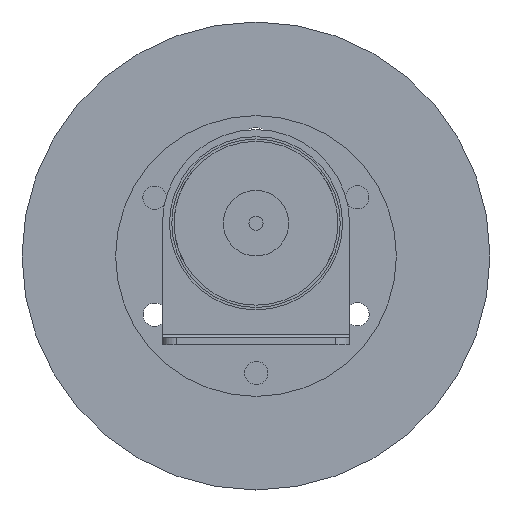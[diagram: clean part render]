
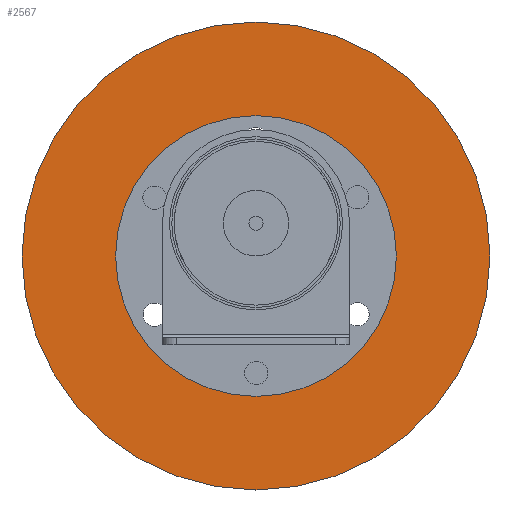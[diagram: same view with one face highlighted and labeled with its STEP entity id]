
A CAD part, front view. The second image highlights one B-rep face of the part: STEP entity #2567.
In plain terms, the highlighted face is planar.
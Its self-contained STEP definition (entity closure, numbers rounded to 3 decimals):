
#138=FACE_BOUND('',#584,.T.);
#139=FACE_BOUND('',#585,.T.);
#140=FACE_BOUND('',#586,.T.);
#141=FACE_BOUND('',#587,.T.);
#142=FACE_BOUND('',#588,.T.);
#143=FACE_BOUND('',#589,.T.);
#144=FACE_BOUND('',#590,.T.);
#229=PLANE('',#2959);
#368=FACE_OUTER_BOUND('',#583,.T.);
#583=EDGE_LOOP('',(#2136));
#584=EDGE_LOOP('',(#2137));
#585=EDGE_LOOP('',(#2138));
#586=EDGE_LOOP('',(#2139));
#587=EDGE_LOOP('',(#2140));
#588=EDGE_LOOP('',(#2141));
#589=EDGE_LOOP('',(#2142));
#590=EDGE_LOOP('',(#2143));
#1075=CIRCLE('',#2937,11.);
#1077=CIRCLE('',#2940,2.5);
#1079=CIRCLE('',#2943,2.5);
#1081=CIRCLE('',#2946,2.5);
#1083=CIRCLE('',#2949,2.5);
#1085=CIRCLE('',#2952,2.5);
#1087=CIRCLE('',#2955,2.5);
#1088=CIRCLE('',#2957,50.);
#1275=VERTEX_POINT('',#4443);
#1277=VERTEX_POINT('',#4449);
#1279=VERTEX_POINT('',#4455);
#1281=VERTEX_POINT('',#4461);
#1283=VERTEX_POINT('',#4467);
#1285=VERTEX_POINT('',#4473);
#1287=VERTEX_POINT('',#4479);
#1288=VERTEX_POINT('',#4483);
#1563=EDGE_CURVE('',#1275,#1275,#1075,.T.);
#1566=EDGE_CURVE('',#1277,#1277,#1077,.T.);
#1569=EDGE_CURVE('',#1279,#1279,#1079,.T.);
#1572=EDGE_CURVE('',#1281,#1281,#1081,.T.);
#1575=EDGE_CURVE('',#1283,#1283,#1083,.T.);
#1578=EDGE_CURVE('',#1285,#1285,#1085,.T.);
#1581=EDGE_CURVE('',#1287,#1287,#1087,.T.);
#1582=EDGE_CURVE('',#1288,#1288,#1088,.T.);
#2136=ORIENTED_EDGE('',*,*,#1582,.T.);
#2137=ORIENTED_EDGE('',*,*,#1563,.T.);
#2138=ORIENTED_EDGE('',*,*,#1566,.T.);
#2139=ORIENTED_EDGE('',*,*,#1569,.T.);
#2140=ORIENTED_EDGE('',*,*,#1572,.T.);
#2141=ORIENTED_EDGE('',*,*,#1575,.T.);
#2142=ORIENTED_EDGE('',*,*,#1578,.T.);
#2143=ORIENTED_EDGE('',*,*,#1581,.T.);
#2567=ADVANCED_FACE('',(#368,#138,#139,#140,#141,#142,#143,#144),#229,.T.);
#2937=AXIS2_PLACEMENT_3D('',#4445,#3619,#3620);
#2940=AXIS2_PLACEMENT_3D('',#4451,#3626,#3627);
#2943=AXIS2_PLACEMENT_3D('',#4457,#3633,#3634);
#2946=AXIS2_PLACEMENT_3D('',#4463,#3640,#3641);
#2949=AXIS2_PLACEMENT_3D('',#4469,#3647,#3648);
#2952=AXIS2_PLACEMENT_3D('',#4475,#3654,#3655);
#2955=AXIS2_PLACEMENT_3D('',#4481,#3661,#3662);
#2957=AXIS2_PLACEMENT_3D('',#4484,#3665,#3666);
#2959=AXIS2_PLACEMENT_3D('',#4488,#3670,#3671);
#3619=DIRECTION('center_axis',(0.,0.,-1.));
#3620=DIRECTION('ref_axis',(1.,0.,0.));
#3626=DIRECTION('center_axis',(0.,0.,-1.));
#3627=DIRECTION('ref_axis',(1.,0.,0.));
#3633=DIRECTION('center_axis',(0.,0.,-1.));
#3634=DIRECTION('ref_axis',(1.,0.,0.));
#3640=DIRECTION('center_axis',(0.,0.,-1.));
#3641=DIRECTION('ref_axis',(1.,0.,0.));
#3647=DIRECTION('center_axis',(0.,0.,-1.));
#3648=DIRECTION('ref_axis',(1.,0.,0.));
#3654=DIRECTION('center_axis',(0.,0.,-1.));
#3655=DIRECTION('ref_axis',(1.,0.,0.));
#3661=DIRECTION('center_axis',(0.,0.,-1.));
#3662=DIRECTION('ref_axis',(1.,0.,0.));
#3665=DIRECTION('center_axis',(0.,0.,1.));
#3666=DIRECTION('ref_axis',(1.,0.,0.));
#3670=DIRECTION('center_axis',(0.,0.,1.));
#3671=DIRECTION('ref_axis',(1.,0.,0.));
#4443=CARTESIAN_POINT('',(-11.,0.,50.));
#4445=CARTESIAN_POINT('Origin',(0.,0.,50.));
#4449=CARTESIAN_POINT('',(-2.55,25.,50.));
#4451=CARTESIAN_POINT('Origin',(-0.05,25.,50.));
#4455=CARTESIAN_POINT('',(-2.45,-25.,50.));
#4457=CARTESIAN_POINT('Origin',(0.05,-25.,50.));
#4461=CARTESIAN_POINT('',(19.126,12.543,50.));
#4463=CARTESIAN_POINT('Origin',(21.626,12.543,50.));
#4467=CARTESIAN_POINT('',(-24.176,12.457,50.));
#4469=CARTESIAN_POINT('Origin',(-21.676,12.457,50.));
#4473=CARTESIAN_POINT('',(-24.126,-12.543,50.));
#4475=CARTESIAN_POINT('Origin',(-21.626,-12.543,50.));
#4479=CARTESIAN_POINT('',(19.176,-12.457,50.));
#4481=CARTESIAN_POINT('Origin',(21.676,-12.457,50.));
#4483=CARTESIAN_POINT('',(-50.,0.,50.));
#4484=CARTESIAN_POINT('Origin',(0.,0.,50.));
#4488=CARTESIAN_POINT('Origin',(0.,0.,50.));
